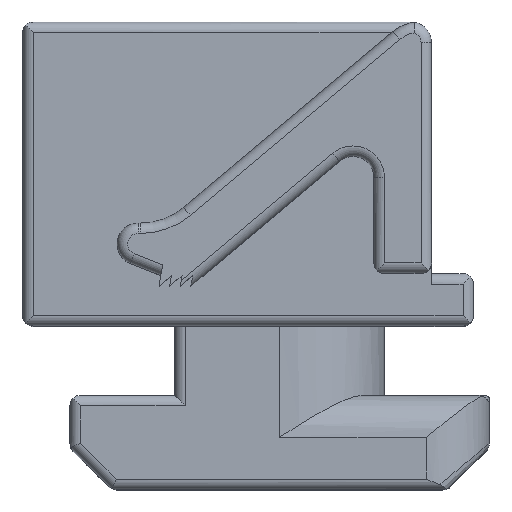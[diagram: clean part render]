
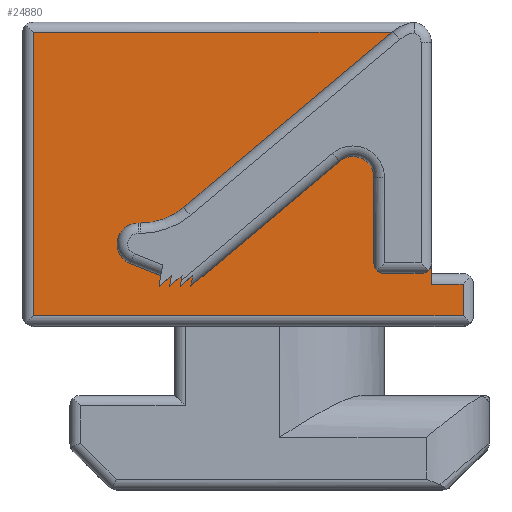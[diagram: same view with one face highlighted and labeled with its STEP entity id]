
A CAD part, top view. The second image highlights one B-rep face of the part: STEP entity #24880.
In plain terms, the highlighted planar face has unit normal (0, 0, 1).
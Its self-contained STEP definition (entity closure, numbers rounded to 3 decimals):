
#12520=CARTESIAN_POINT('',(-3.,3.,21.));
#12530=VERTEX_POINT('',#12520);
#12560=CARTESIAN_POINT('',(-3.,16.57,21.));
#12570=DIRECTION('',(0.,-1.,0.));
#12580=VECTOR('',#12570,1.);
#12590=LINE('',#12560,#12580);
#12600=CARTESIAN_POINT('',(-3.,13.269,21.));
#12610=VERTEX_POINT('',#12600);
#12620=EDGE_CURVE('',#12610,#12530,#12590,.T.);
#14420=CARTESIAN_POINT('',(-0.75,2.5,21.));
#14430=VERTEX_POINT('',#14420);
#14460=CARTESIAN_POINT('',(0.,2.5,21.));
#14470=DIRECTION('',(-1.,0.,0.));
#14480=VECTOR('',#14470,1.);
#14490=LINE('',#14460,#14480);
#14500=CARTESIAN_POINT('',(-2.5,2.5,21.));
#14510=VERTEX_POINT('',#14500);
#14520=EDGE_CURVE('',#14430,#14510,#14490,.T.);
#17780=CARTESIAN_POINT('',(-0.75,3.,21.));
#17790=DIRECTION('',(0.,0.,-1.));
#17800=DIRECTION('',(-1.,0.,0.));
#17810=AXIS2_PLACEMENT_3D('',#17780,#17790,#17800);
#17820=CIRCLE('',#17810,0.5);
#17830=CARTESIAN_POINT('',(-0.25,3.,21.));
#17840=VERTEX_POINT('',#17830);
#17850=EDGE_CURVE('',#17840,#14430,#17820,.T.);
#22540=CARTESIAN_POINT('',(-2.5,3.,21.));
#22550=DIRECTION('',(0.,0.,-1.));
#22560=DIRECTION('',(-1.,0.,0.));
#22570=AXIS2_PLACEMENT_3D('',#22540,#22550,#22560);
#22580=CIRCLE('',#22570,0.5);
#22590=EDGE_CURVE('',#14510,#12530,#22580,.T.);
#24230=CARTESIAN_POINT('',(-19.72,-6.71,21.));
#24240=DIRECTION('',(0.,0.,1.));
#24250=DIRECTION('',(1.,0.,0.));
#24260=AXIS2_PLACEMENT_3D('',#24230,#24240,#24250);
#24270=PLANE('',#24260);
#24280=CARTESIAN_POINT('',(0.,14.,21.));
#24290=DIRECTION('',(-1.,0.,0.));
#24300=VECTOR('',#24290,1.);
#24310=LINE('',#24280,#24300);
#24320=CARTESIAN_POINT('',(-2.129,14.,21.));
#24330=VERTEX_POINT('',#24320);
#24340=CARTESIAN_POINT('',(-19.25,14.,21.));
#24350=VERTEX_POINT('',#24340);
#24360=EDGE_CURVE('',#24330,#24350,#24310,.T.);
#24370=ORIENTED_EDGE('',*,*,#24360,.T.);
#24380=CARTESIAN_POINT('',(0.,15.787,21.));
#24390=DIRECTION('',(0.766,0.643,0.));
#24400=VECTOR('',#24390,1.);
#24410=LINE('',#24380,#24400);
#24420=EDGE_CURVE('',#12610,#24330,#24410,.T.);
#24430=ORIENTED_EDGE('',*,*,#24420,.T.);
#24440=ORIENTED_EDGE('',*,*,#12620,.F.);
#24450=ORIENTED_EDGE('',*,*,#22590,.T.);
#24460=ORIENTED_EDGE('',*,*,#14520,.T.);
#24470=ORIENTED_EDGE('',*,*,#17850,.T.);
#24480=CARTESIAN_POINT('',(-0.25,0.,21.));
#24490=DIRECTION('',(0.,1.,0.));
#24500=VECTOR('',#24490,1.);
#24510=LINE('',#24480,#24500);
#24520=CARTESIAN_POINT('',(-0.25,2.,21.));
#24530=VERTEX_POINT('',#24520);
#24540=EDGE_CURVE('',#24530,#17840,#24510,.T.);
#24550=ORIENTED_EDGE('',*,*,#24540,.T.);
#24560=CARTESIAN_POINT('',(0.,2.,21.));
#24570=DIRECTION('',(-1.,0.,0.));
#24580=VECTOR('',#24570,1.);
#24590=LINE('',#24560,#24580);
#24600=CARTESIAN_POINT('',(1.25,2.,21.));
#24610=VERTEX_POINT('',#24600);
#24620=EDGE_CURVE('',#24610,#24530,#24590,.T.);
#24630=ORIENTED_EDGE('',*,*,#24620,.T.);
#24640=CARTESIAN_POINT('',(1.25,0.,21.));
#24650=DIRECTION('',(0.,-1.,0.));
#24660=VECTOR('',#24650,1.);
#24670=LINE('',#24640,#24660);
#24680=CARTESIAN_POINT('',(1.25,0.5,21.));
#24690=VERTEX_POINT('',#24680);
#24700=EDGE_CURVE('',#24610,#24690,#24670,.T.);
#24710=ORIENTED_EDGE('',*,*,#24700,.F.);
#24720=CARTESIAN_POINT('',(0.,0.5,21.));
#24730=DIRECTION('',(1.,0.,0.));
#24740=VECTOR('',#24730,1.);
#24750=LINE('',#24720,#24740);
#24760=CARTESIAN_POINT('',(-19.25,0.5,21.));
#24770=VERTEX_POINT('',#24760);
#24780=EDGE_CURVE('',#24770,#24690,#24750,.T.);
#24790=ORIENTED_EDGE('',*,*,#24780,.T.);
#24800=CARTESIAN_POINT('',(-19.25,0.,21.));
#24810=DIRECTION('',(0.,1.,0.));
#24820=VECTOR('',#24810,1.);
#24830=LINE('',#24800,#24820);
#24840=EDGE_CURVE('',#24770,#24350,#24830,.T.);
#24850=ORIENTED_EDGE('',*,*,#24840,.F.);
#24860=EDGE_LOOP('',(#24850,#24790,#24710,#24630,#24550,#24470,#24460,
#24450,#24440,#24430,#24370));
#24870=FACE_OUTER_BOUND('',#24860,.T.);
#24880=ADVANCED_FACE('',(#24870),#24270,.T.);
